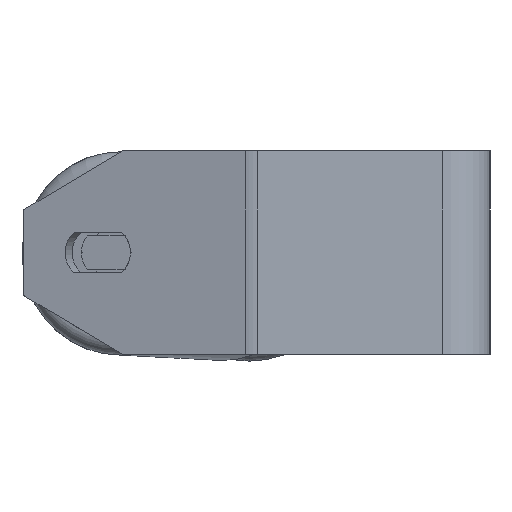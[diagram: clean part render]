
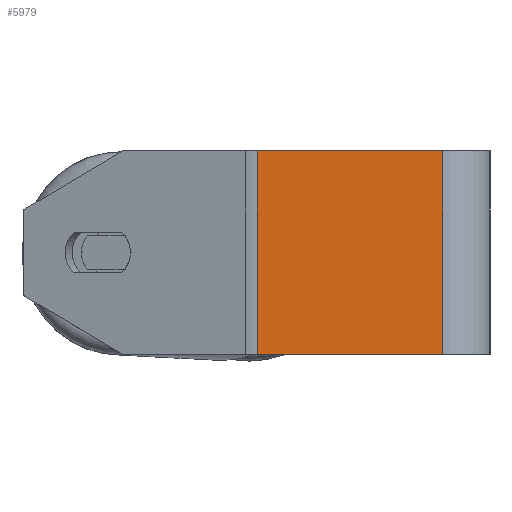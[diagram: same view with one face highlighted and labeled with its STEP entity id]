
A CAD part, left-side view. The second image highlights one B-rep face of the part: STEP entity #5979.
In plain terms, the highlighted planar face has unit normal (-1, 0, 0).
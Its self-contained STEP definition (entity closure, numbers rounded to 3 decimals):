
#511 = DIRECTION ( 'NONE',  ( 0., 0., -1. ) ) ;
#711 = DIRECTION ( 'NONE',  ( 0., 0., -1. ) ) ;
#788 = CARTESIAN_POINT ( 'NONE',  ( -240., 14., 30. ) ) ;
#1110 = CARTESIAN_POINT ( 'NONE',  ( -240., 68.577, 30. ) ) ;
#1233 = LINE ( 'NONE', #1110, #3809 ) ;
#1357 = ORIENTED_EDGE ( 'NONE', *, *, #4586, .F. ) ;
#1581 = VERTEX_POINT ( 'NONE', #2694 ) ;
#1862 = VERTEX_POINT ( 'NONE', #2828 ) ;
#1927 = DIRECTION ( 'NONE',  ( 0., 0., -1. ) ) ;
#1931 = EDGE_CURVE ( 'NONE', #6658, #2228, #7435, .T. ) ;
#1960 = LINE ( 'NONE', #5876, #3264 ) ;
#2144 = LINE ( 'NONE', #4587, #7957 ) ;
#2158 = ORIENTED_EDGE ( 'NONE', *, *, #1931, .F. ) ;
#2228 = VERTEX_POINT ( 'NONE', #6643 ) ;
#2644 = CARTESIAN_POINT ( 'NONE',  ( -240., 70.42, 30. ) ) ;
#2694 = CARTESIAN_POINT ( 'NONE',  ( -240., 68.577, 30. ) ) ;
#2828 = CARTESIAN_POINT ( 'NONE',  ( -240., 68.577, -30. ) ) ;
#3264 = VECTOR ( 'NONE', #5241, 1000. ) ;
#3455 = ORIENTED_EDGE ( 'NONE', *, *, #4798, .T. ) ;
#3790 = VECTOR ( 'NONE', #711, 1000. ) ;
#3809 = VECTOR ( 'NONE', #1927, 1000. ) ;
#3931 = PLANE ( 'NONE',  #8225 ) ;
#4526 = DIRECTION ( 'NONE',  ( 1., 0., 0. ) ) ;
#4586 = EDGE_CURVE ( 'NONE', #1581, #6658, #1960, .T. ) ;
#4587 = CARTESIAN_POINT ( 'NONE',  ( -240., 70.42, -30. ) ) ;
#4758 = EDGE_LOOP ( 'NONE', ( #7465, #2158, #1357, #3455 ) ) ;
#4798 = EDGE_CURVE ( 'NONE', #1581, #1862, #1233, .T. ) ;
#5217 = FACE_OUTER_BOUND ( 'NONE', #4758, .T. ) ;
#5241 = DIRECTION ( 'NONE',  ( 0., -1., 0. ) ) ;
#5876 = CARTESIAN_POINT ( 'NONE',  ( -240., 70.42, 30. ) ) ;
#5979 = ADVANCED_FACE ( 'NONE', ( #5217 ), #3931, .F. ) ;
#6624 = EDGE_CURVE ( 'NONE', #1862, #2228, #2144, .T. ) ;
#6643 = CARTESIAN_POINT ( 'NONE',  ( -240., 14., -30. ) ) ;
#6645 = DIRECTION ( 'NONE',  ( 0., -1., 0. ) ) ;
#6658 = VERTEX_POINT ( 'NONE', #7384 ) ;
#7384 = CARTESIAN_POINT ( 'NONE',  ( -240., 14., 30. ) ) ;
#7435 = LINE ( 'NONE', #788, #3790 ) ;
#7465 = ORIENTED_EDGE ( 'NONE', *, *, #6624, .T. ) ;
#7957 = VECTOR ( 'NONE', #6645, 1000. ) ;
#8225 = AXIS2_PLACEMENT_3D ( 'NONE', #2644, #4526, #511 ) ;
